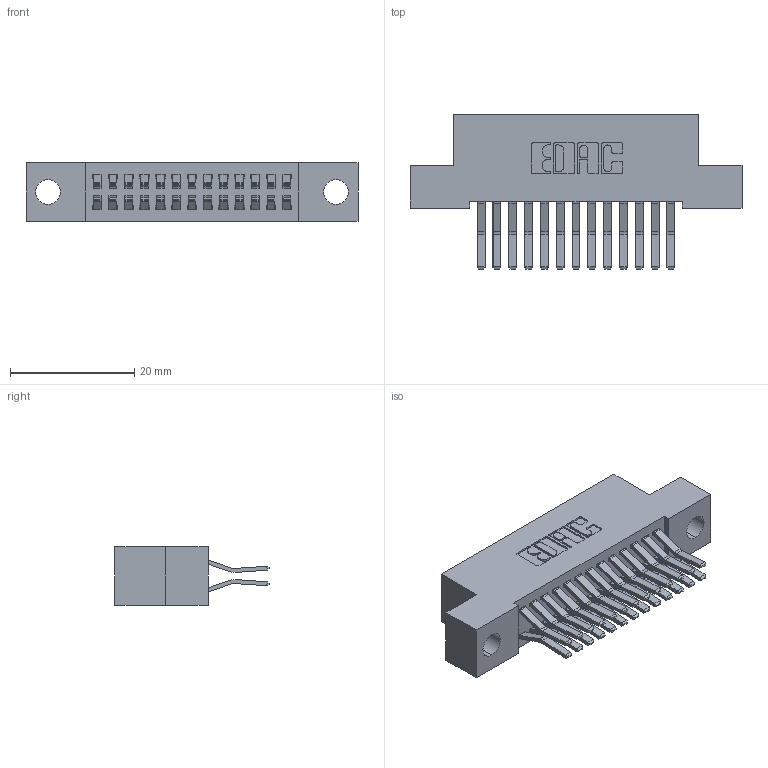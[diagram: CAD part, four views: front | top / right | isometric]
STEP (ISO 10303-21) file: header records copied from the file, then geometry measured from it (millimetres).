
FILE_DESCRIPTION (( 'STEP AP203' ), '1' );
FILE_NAME ('392-026-560-204.STEP', '2019-10-07T11:44:13', ( '' ), ( '' ), 'SwSTEP 2.0', 'SolidWorks 2016', '' );
FILE_SCHEMA (( 'CONFIG_CONTROL_DESIGN' ));
Length unit declared in the file: inch
Products named in the file (3): 342 Part_.156 TH; 345-292-001_560 Tail; 392-026-560-204
Assembly tree (27 placements, depth 2):
  392-026-560-204
    342 Part_.156 TH
    345-292-001_560 Tail  x26
Bounding box: 53.34 x 24.78 x 9.4 mm (x, y, z)
Volume: 4739 mm3; surface area: 7232.8 mm2
Topology: 27 solids, 27 shells, 1514 faces, 4485 edges, 2954 vertices
Faces by surface type: plane 1002, cylinder 512
Entity records: 12073 total; most frequent: CARTESIAN_POINT 2034, ORIENTED_EDGE 1970, DIRECTION 1793, EDGE_CURVE 985, VECTOR 853, LINE 853, VERTEX_POINT 654, AXIS2_PLACEMENT_3D 470
